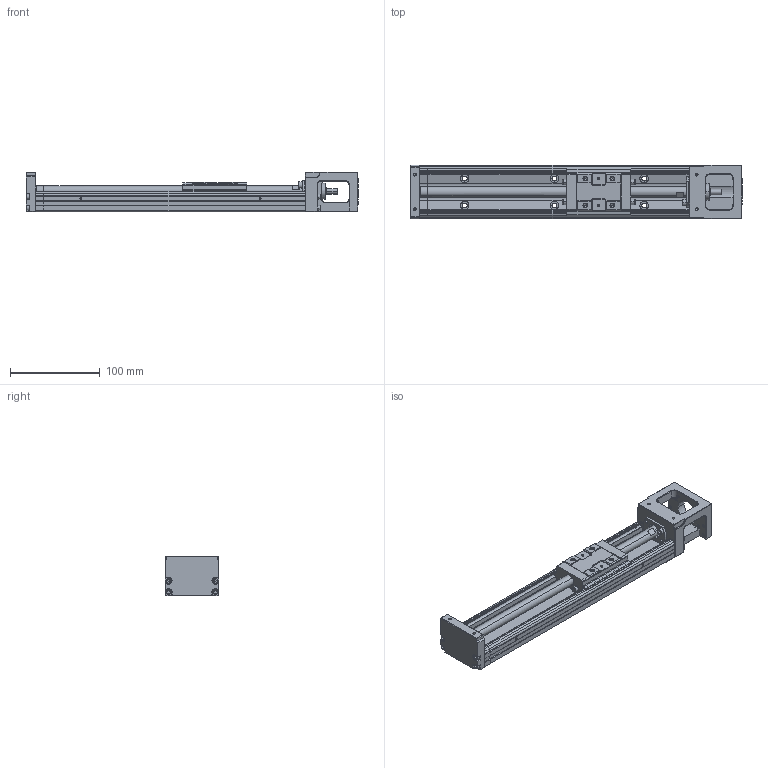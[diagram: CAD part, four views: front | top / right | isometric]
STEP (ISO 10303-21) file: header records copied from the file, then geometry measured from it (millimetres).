
FILE_DESCRIPTION (( 'STEP AP203' ), '1' );
FILE_NAME ('KS60-300A1-F0.STEP', '2020-07-31T07:59:42', ( '' ), ( '' ), 'SwSTEP 2.0', 'SolidWorks 2017', '' );
FILE_SCHEMA (( 'CONFIG_CONTROL_DESIGN' ));
Length unit declared in the file: millimetre
Products named in the file (3): KS賑怢KG; KS60-300; KS60-300A1-F0
Assembly tree (2 placements, depth 2):
  KS60-300A1-F0
    KS60-300
    KS賑怢KG
Bounding box: 370 x 60 x 44.5 mm (x, y, z)
Volume: 403661.3 mm3; surface area: 126900.6 mm2
Topology: 17 solids, 17 shells, 1059 faces, 2792 edges, 1725 vertices
Faces by surface type: plane 438, cylinder 292, cone 189, bspline 128, torus 12
Entity records: 36756 total; most frequent: CARTESIAN_POINT 11002, ORIENTED_EDGE 5488, DIRECTION 5135, EDGE_CURVE 2744, AXIS2_PLACEMENT_3D 1834, VERTEX_POINT 1725, LINE 1467, VECTOR 1467
